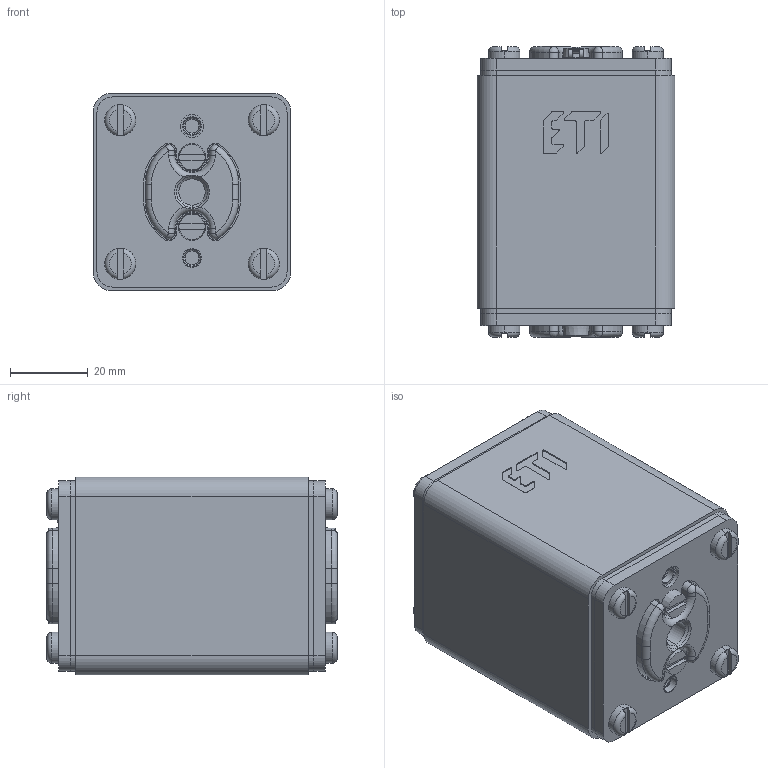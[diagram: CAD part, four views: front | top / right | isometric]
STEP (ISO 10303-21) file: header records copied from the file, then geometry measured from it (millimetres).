
FILE_DESCRIPTION((''),'2;1');
FILE_NAME('004303512_ASM','2021-10-03T',('said.beganovic'),('Audax d.o.o.'),'CREO PARAMETRIC BY PTC INC, 2017020','CREO PARAMETRIC BY PTC INC, 2017020','');
FILE_SCHEMA(('AUTOMOTIVE_DESIGN { 1 0 10303 214 1 1 1 1 }'));
Length unit declared in the file: millimetre
Products named in the file (10): 0000030084; 0000066410; 0000056218; 0000030062; 0000011586; 0000037880; 0000011599; 0000037876; 0000015360; 004303512_ASM
Assembly tree (24 placements, depth 2):
  004303512_ASM
    0000030084
    0000066410  x2
    0000056218  x2
    0000030062  x2
    0000011586
    0000037880
    0000011599  x3
    0000037876  x4
    0000015360  x8
Bounding box: 51 x 75 x 51 mm (x, y, z)
Volume: 185787.5 mm3; surface area: 48741.8 mm2
Topology: 24 solids, 42 shells, 892 faces, 2118 edges, 1320 vertices
Faces by surface type: cylinder 391, plane 282, torus 112, cone 72, bspline 27, sphere 8
Entity records: 25013 total; most frequent: CARTESIAN_POINT 4949, DIRECTION 2466, ORIENTED_EDGE 2124, PRESENTATION_STYLE_ASSIGNMENT 1552, STYLED_ITEM 1501, CURVE_STYLE 1086, EDGE_CURVE 1086, AXIS2_PLACEMENT_3D 988
